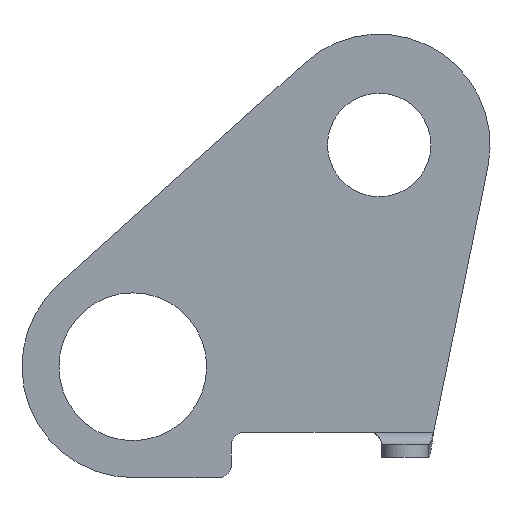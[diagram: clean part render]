
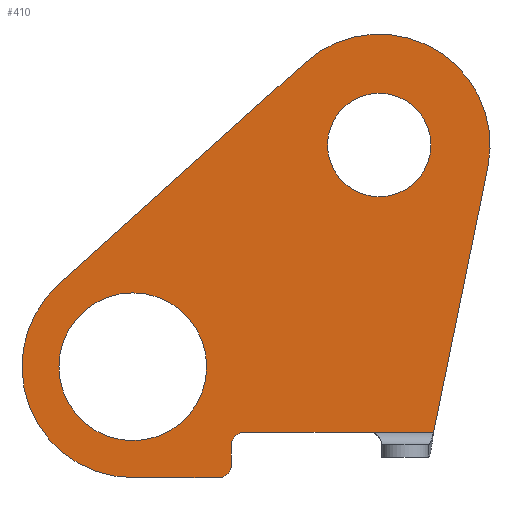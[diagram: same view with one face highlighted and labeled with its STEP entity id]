
A CAD part, left-side view. The second image highlights one B-rep face of the part: STEP entity #410.
In plain terms, the highlighted planar face has unit normal (-1, 0, 0).
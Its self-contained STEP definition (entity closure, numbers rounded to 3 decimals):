
#16=FACE_BOUND('',#82,.T.);
#17=FACE_BOUND('',#83,.T.);
#23=CIRCLE('',#446,2.5);
#26=CIRCLE('',#451,2.5);
#27=CIRCLE('',#454,22.5);
#28=CIRCLE('',#455,22.5);
#29=CIRCLE('',#456,15.);
#30=CIRCLE('',#457,10.5);
#42=PLANE('',#453);
#57=FACE_OUTER_BOUND('',#81,.T.);
#81=EDGE_LOOP('',(#300,#301,#302,#303,#304,#305,#306,#307,#308,#309));
#82=EDGE_LOOP('',(#310));
#83=EDGE_LOOP('',(#311));
#110=LINE('',#650,#147);
#114=LINE('',#662,#151);
#117=LINE('',#667,#154);
#118=LINE('',#669,#155);
#119=LINE('',#671,#156);
#120=LINE('',#675,#157);
#147=VECTOR('',#503,10.);
#151=VECTOR('',#515,10.);
#154=VECTOR('',#520,10.);
#155=VECTOR('',#521,10.);
#156=VECTOR('',#522,10.);
#157=VECTOR('',#525,10.);
#183=VERTEX_POINT('',#603);
#188=VERTEX_POINT('',#640);
#189=VERTEX_POINT('',#641);
#192=VERTEX_POINT('',#649);
#195=VERTEX_POINT('',#657);
#196=VERTEX_POINT('',#661);
#198=VERTEX_POINT('',#668);
#199=VERTEX_POINT('',#670);
#200=VERTEX_POINT('',#672);
#201=VERTEX_POINT('',#674);
#202=VERTEX_POINT('',#677);
#203=VERTEX_POINT('',#679);
#225=EDGE_CURVE('',#188,#189,#23,.T.);
#229=EDGE_CURVE('',#192,#189,#110,.T.);
#233=EDGE_CURVE('',#192,#195,#26,.T.);
#235=EDGE_CURVE('',#195,#196,#114,.T.);
#238=EDGE_CURVE('',#188,#183,#117,.T.);
#239=EDGE_CURVE('',#183,#198,#118,.T.);
#240=EDGE_CURVE('',#198,#199,#119,.T.);
#241=EDGE_CURVE('',#200,#199,#27,.T.);
#242=EDGE_CURVE('',#200,#201,#120,.T.);
#243=EDGE_CURVE('',#196,#201,#28,.T.);
#244=EDGE_CURVE('',#202,#202,#29,.T.);
#245=EDGE_CURVE('',#203,#203,#30,.T.);
#300=ORIENTED_EDGE('',*,*,#233,.F.);
#301=ORIENTED_EDGE('',*,*,#229,.T.);
#302=ORIENTED_EDGE('',*,*,#225,.F.);
#303=ORIENTED_EDGE('',*,*,#238,.T.);
#304=ORIENTED_EDGE('',*,*,#239,.T.);
#305=ORIENTED_EDGE('',*,*,#240,.T.);
#306=ORIENTED_EDGE('',*,*,#241,.F.);
#307=ORIENTED_EDGE('',*,*,#242,.T.);
#308=ORIENTED_EDGE('',*,*,#243,.F.);
#309=ORIENTED_EDGE('',*,*,#235,.F.);
#310=ORIENTED_EDGE('',*,*,#244,.F.);
#311=ORIENTED_EDGE('',*,*,#245,.F.);
#410=ADVANCED_FACE('',(#57,#16,#17),#42,.F.);
#446=AXIS2_PLACEMENT_3D('',#642,#495,#496);
#451=AXIS2_PLACEMENT_3D('',#658,#510,#511);
#453=AXIS2_PLACEMENT_3D('',#666,#518,#519);
#454=AXIS2_PLACEMENT_3D('',#673,#523,#524);
#455=AXIS2_PLACEMENT_3D('',#676,#526,#527);
#456=AXIS2_PLACEMENT_3D('',#678,#528,#529);
#457=AXIS2_PLACEMENT_3D('',#680,#530,#531);
#495=DIRECTION('center_axis',(-1.,0.,0.));
#496=DIRECTION('ref_axis',(0.,0.707,0.707));
#503=DIRECTION('',(0.,0.,1.));
#510=DIRECTION('center_axis',(1.,0.,0.));
#511=DIRECTION('ref_axis',(0.,-0.707,-0.707));
#515=DIRECTION('',(0.,1.,0.));
#518=DIRECTION('center_axis',(1.,0.,0.));
#519=DIRECTION('ref_axis',(0.,0.,-1.));
#520=DIRECTION('',(0.,-1.,0.));
#521=DIRECTION('',(0.,-1.,0.));
#522=DIRECTION('',(0.,-0.201,0.98));
#523=DIRECTION('center_axis',(1.,0.,0.));
#524=DIRECTION('ref_axis',(0.,0.,-1.));
#525=DIRECTION('',(0.,0.743,-0.669));
#526=DIRECTION('center_axis',(1.,0.,0.));
#527=DIRECTION('ref_axis',(0.,0.,-1.));
#528=DIRECTION('center_axis',(-1.,0.,0.));
#529=DIRECTION('ref_axis',(0.,0.,-1.));
#530=DIRECTION('center_axis',(-1.,0.,0.));
#531=DIRECTION('ref_axis',(0.,0.,-1.));
#603=CARTESIAN_POINT('',(0.,-34.746,-11.788));
#640=CARTESIAN_POINT('',(0.,-9.27,-11.788));
#641=CARTESIAN_POINT('',(0.,-6.77,-14.288));
#642=CARTESIAN_POINT('Origin',(0.,-9.27,-14.288));
#649=CARTESIAN_POINT('',(0.,-6.77,-18.463));
#650=CARTESIAN_POINT('',(0.,-6.77,-20.963));
#657=CARTESIAN_POINT('',(0.,-4.27,-20.963));
#658=CARTESIAN_POINT('Origin',(0.,-4.27,-18.463));
#661=CARTESIAN_POINT('',(0.,13.23,-20.963));
#662=CARTESIAN_POINT('',(0.,-6.77,-20.963));
#666=CARTESIAN_POINT('Origin',(0.,-11.77,24.037));
#667=CARTESIAN_POINT('',(0.,-24.508,-11.788));
#668=CARTESIAN_POINT('',(0.,-47.796,-11.788));
#669=CARTESIAN_POINT('',(0.,-24.508,-11.788));
#670=CARTESIAN_POINT('',(0.,-58.813,42.024));
#671=CARTESIAN_POINT('',(0.,-46.772,-16.788));
#672=CARTESIAN_POINT('',(0.,-21.718,63.261));
#673=CARTESIAN_POINT('Origin',(0.,-36.77,46.537));
#674=CARTESIAN_POINT('',(0.,28.282,18.261));
#675=CARTESIAN_POINT('',(0.,-21.718,63.261));
#676=CARTESIAN_POINT('Origin',(0.,13.23,1.537));
#677=CARTESIAN_POINT('',(0.,13.23,16.537));
#678=CARTESIAN_POINT('Origin',(0.,13.23,1.537));
#679=CARTESIAN_POINT('',(0.,-36.77,57.037));
#680=CARTESIAN_POINT('Origin',(0.,-36.77,46.537));
